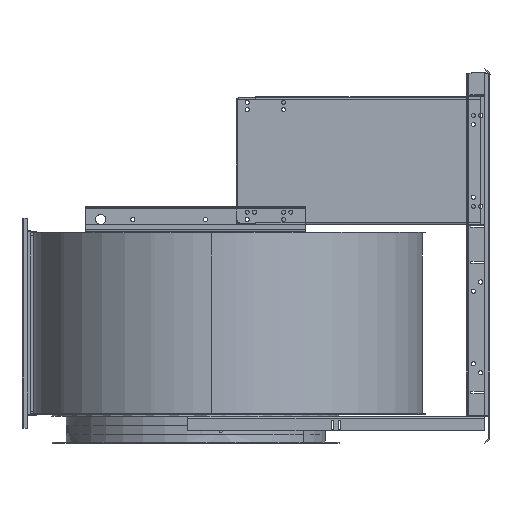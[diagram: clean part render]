
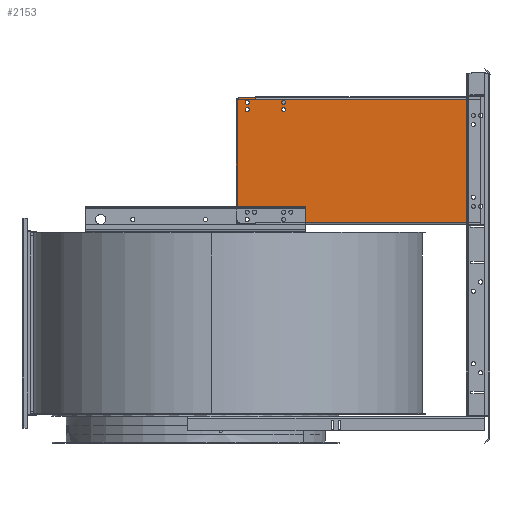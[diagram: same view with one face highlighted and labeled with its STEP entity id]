
A CAD part, left-side view. The second image highlights one B-rep face of the part: STEP entity #2153.
In plain terms, the highlighted planar face has unit normal (-1, 0, 0).
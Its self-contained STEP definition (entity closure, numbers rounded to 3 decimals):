
#2153=ADVANCED_FACE('',(#14849,#14851,#14853,#14855,#14857),#14859,.T.);
#14849=FACE_BOUND('',#14850,.T.);
#14850=EDGE_LOOP('',(#28709,#28710,#28711,#28712,#28713,#28714,#28715,#28716,#28717,
#28718,#28719,#28720,#28721,#28722,#28723,#28724,#28725,#28726,#28727,#28728,#28729));
#14851=FACE_BOUND('',#14852,.T.);
#14852=EDGE_LOOP('',(#28730));
#14853=FACE_BOUND('',#14854,.T.);
#14854=EDGE_LOOP('',(#28731));
#14855=FACE_BOUND('',#14856,.T.);
#14856=EDGE_LOOP('',(#28732));
#14857=FACE_BOUND('',#14858,.T.);
#14858=EDGE_LOOP('',(#28733));
#14859=PLANE('',#14860);
#14860=AXIS2_PLACEMENT_3D('',#14861,#14862,#14863);
#14861=CARTESIAN_POINT('',(-200.,-115.,407.));
#14862=DIRECTION('',(-1.,0.,0.));
#14863=DIRECTION('',(0.,0.,1.));
#28709=ORIENTED_EDGE('',*,*,#40012,.F.);
#28710=ORIENTED_EDGE('',*,*,#40013,.T.);
#28711=ORIENTED_EDGE('',*,*,#39666,.F.);
#28712=ORIENTED_EDGE('',*,*,#40014,.T.);
#28713=ORIENTED_EDGE('',*,*,#40015,.F.);
#28714=ORIENTED_EDGE('',*,*,#40016,.T.);
#28715=ORIENTED_EDGE('',*,*,#40017,.F.);
#28716=ORIENTED_EDGE('',*,*,#40018,.F.);
#28717=ORIENTED_EDGE('',*,*,#40019,.F.);
#28718=ORIENTED_EDGE('',*,*,#40020,.F.);
#28719=ORIENTED_EDGE('',*,*,#40021,.T.);
#28720=ORIENTED_EDGE('',*,*,#40022,.T.);
#28721=ORIENTED_EDGE('',*,*,#40023,.T.);
#28722=ORIENTED_EDGE('',*,*,#40024,.F.);
#28723=ORIENTED_EDGE('',*,*,#40025,.T.);
#28724=ORIENTED_EDGE('',*,*,#40026,.F.);
#28725=ORIENTED_EDGE('',*,*,#40027,.F.);
#28726=ORIENTED_EDGE('',*,*,#40028,.F.);
#28727=ORIENTED_EDGE('',*,*,#40029,.F.);
#28728=ORIENTED_EDGE('',*,*,#40030,.T.);
#28729=ORIENTED_EDGE('',*,*,#40031,.F.);
#28730=ORIENTED_EDGE('',*,*,#40032,.T.);
#28731=ORIENTED_EDGE('',*,*,#40033,.T.);
#28732=ORIENTED_EDGE('',*,*,#40034,.T.);
#28733=ORIENTED_EDGE('',*,*,#40035,.T.);
#39666=EDGE_CURVE('',#45912,#45914,#45915,.T.);
#40012=EDGE_CURVE('',#46471,#46472,#46473,.F.);
#40013=EDGE_CURVE('',#46471,#45914,#46474,.T.);
#40014=EDGE_CURVE('',#45912,#46475,#46476,.T.);
#40015=EDGE_CURVE('',#46477,#46475,#46478,.T.);
#40016=EDGE_CURVE('',#46477,#46479,#46480,.T.);
#40017=EDGE_CURVE('',#46481,#46479,#46482,.T.);
#40018=EDGE_CURVE('',#46483,#46481,#46484,.T.);
#40019=EDGE_CURVE('',#46485,#46483,#46486,.T.);
#40020=EDGE_CURVE('',#46487,#46485,#46488,.T.);
#40021=EDGE_CURVE('',#46487,#46489,#46490,.T.);
#40022=EDGE_CURVE('',#46489,#46491,#46492,.T.);
#40023=EDGE_CURVE('',#46491,#46493,#46494,.T.);
#40024=EDGE_CURVE('',#46495,#46493,#46496,.T.);
#40025=EDGE_CURVE('',#46495,#46497,#46498,.T.);
#40026=EDGE_CURVE('',#46499,#46497,#46500,.T.);
#40027=EDGE_CURVE('',#46501,#46499,#46502,.T.);
#40028=EDGE_CURVE('',#46503,#46501,#46504,.T.);
#40029=EDGE_CURVE('',#46505,#46503,#46506,.T.);
#40030=EDGE_CURVE('',#46505,#46507,#46508,.T.);
#40031=EDGE_CURVE('',#46472,#46507,#46509,.T.);
#40032=EDGE_CURVE('',#46510,#46510,#46511,.T.);
#40033=EDGE_CURVE('',#46512,#46512,#46513,.T.);
#40034=EDGE_CURVE('',#46514,#46514,#46515,.T.);
#40035=EDGE_CURVE('',#46516,#46516,#46517,.T.);
#45912=VERTEX_POINT('',#54832);
#45914=VERTEX_POINT('',#54836);
#45915=LINE('',#54837,#54838);
#46471=VERTEX_POINT('',#56804);
#46472=VERTEX_POINT('',#56805);
#46473=LINE('',#56806,#56807);
#46474=LINE('',#56809,#56810);
#46475=VERTEX_POINT('',#56812);
#46476=LINE('',#56813,#56814);
#46477=VERTEX_POINT('',#56816);
#46478=LINE('',#56817,#56818);
#46479=VERTEX_POINT('',#56820);
#46480=LINE('',#56821,#56822);
#46481=VERTEX_POINT('',#56824);
#46482=LINE('',#56825,#56826);
#46483=VERTEX_POINT('',#56828);
#46484=LINE('',#56829,#56830);
#46485=VERTEX_POINT('',#56832);
#46486=LINE('',#56833,#56834);
#46487=VERTEX_POINT('',#56836);
#46488=LINE('',#56837,#56838);
#46489=VERTEX_POINT('',#56840);
#46490=LINE('',#56841,#56842);
#46491=VERTEX_POINT('',#56844);
#46492=LINE('',#56845,#56846);
#46493=VERTEX_POINT('',#56848);
#46494=LINE('',#56849,#56850);
#46495=VERTEX_POINT('',#56852);
#46496=LINE('',#56853,#56854);
#46497=VERTEX_POINT('',#56856);
#46498=LINE('',#56857,#56858);
#46499=VERTEX_POINT('',#56860);
#46500=LINE('',#56861,#56862);
#46501=VERTEX_POINT('',#56864);
#46502=LINE('',#56865,#56866);
#46503=VERTEX_POINT('',#56868);
#46504=LINE('',#56869,#56870);
#46505=VERTEX_POINT('',#56872);
#46506=LINE('',#56873,#56874);
#46507=VERTEX_POINT('',#56876);
#46508=LINE('',#56877,#56878);
#46509=LINE('',#56880,#56881);
#46510=VERTEX_POINT('',#56883);
#46511=CIRCLE('',#56884,5.65);
#46512=VERTEX_POINT('',#56888);
#46513=CIRCLE('',#56889,5.65);
#46514=VERTEX_POINT('',#56893);
#46515=CIRCLE('',#56894,5.65);
#46516=VERTEX_POINT('',#56898);
#46517=CIRCLE('',#56899,5.65);
#54832=CARTESIAN_POINT('',(-200.,-750.2,616.5));
#54836=CARTESIAN_POINT('',(-200.,-750.2,276.5));
#54837=CARTESIAN_POINT('',(-200.,-750.2,616.5));
#54838=VECTOR('',#54839,1.);
#54839=DIRECTION('',(0.,0.,-1.));
#56804=CARTESIAN_POINT('',(-200.,-302.,276.5));
#56805=CARTESIAN_POINT('',(-200.,-302.,314.5));
#56806=CARTESIAN_POINT('',(-200.,-302.,314.5));
#56807=VECTOR('',#56808,1.);
#56808=DIRECTION('',(0.,0.,-1.));
#56809=CARTESIAN_POINT('',(-200.,-302.,276.5));
#56810=VECTOR('',#56811,1.);
#56811=DIRECTION('',(0.,-1.,0.));
#56812=CARTESIAN_POINT('',(-200.,-165.,616.5));
#56813=CARTESIAN_POINT('',(-200.,-750.2,616.5));
#56814=VECTOR('',#56815,1.);
#56815=DIRECTION('',(0.,1.,0.));
#56816=CARTESIAN_POINT('',(-200.,-165.,619.5));
#56817=CARTESIAN_POINT('',(-200.,-165.,619.5));
#56818=VECTOR('',#56819,1.);
#56819=DIRECTION('',(0.,0.,-1.));
#56820=CARTESIAN_POINT('',(-200.,-118.,619.5));
#56821=CARTESIAN_POINT('',(-200.,-165.,619.5));
#56822=VECTOR('',#56823,1.);
#56823=DIRECTION('',(0.,1.,0.));
#56824=CARTESIAN_POINT('',(-200.,-118.,616.5));
#56825=CARTESIAN_POINT('',(-200.,-118.,616.5));
#56826=VECTOR('',#56827,1.);
#56827=DIRECTION('',(0.,0.,1.));
#56828=CARTESIAN_POINT('',(-200.,-120.,616.5));
#56829=CARTESIAN_POINT('',(-200.,-120.,616.5));
#56830=VECTOR('',#56831,1.);
#56831=DIRECTION('',(0.,1.,0.));
#56832=CARTESIAN_POINT('',(-200.,-115.,611.5));
#56833=CARTESIAN_POINT('',(-200.,-115.,611.5));
#56834=VECTOR('',#56835,1.);
#56835=DIRECTION('',(0.,-0.707,0.707));
#56836=CARTESIAN_POINT('',(-200.,-115.,613.5));
#56837=CARTESIAN_POINT('',(-200.,-115.,613.5));
#56838=VECTOR('',#56839,1.);
#56839=DIRECTION('',(0.,0.,-1.));
#56840=CARTESIAN_POINT('',(-200.,-112.,613.5));
#56841=CARTESIAN_POINT('',(-200.,-115.,613.5));
#56842=VECTOR('',#56843,1.);
#56843=DIRECTION('',(0.,1.,0.));
#56844=CARTESIAN_POINT('',(-200.,-112.,486.5));
#56845=CARTESIAN_POINT('',(-200.,-112.,613.5));
#56846=VECTOR('',#56847,1.);
#56847=DIRECTION('',(0.,0.,-1.));
#56848=CARTESIAN_POINT('',(-200.,-115.,486.5));
#56849=CARTESIAN_POINT('',(-200.,-112.,486.5));
#56850=VECTOR('',#56851,1.);
#56851=DIRECTION('',(0.,-1.,0.));
#56852=CARTESIAN_POINT('',(-200.,-115.,486.));
#56853=CARTESIAN_POINT('',(-200.,-115.,486.));
#56854=VECTOR('',#56855,1.);
#56855=DIRECTION('',(0.,0.,1.));
#56856=CARTESIAN_POINT('',(-200.,-112.,486.));
#56857=CARTESIAN_POINT('',(-200.,-115.,486.));
#56858=VECTOR('',#56859,1.);
#56859=DIRECTION('',(0.,1.,0.));
#56860=CARTESIAN_POINT('',(-200.,-112.,407.));
#56861=CARTESIAN_POINT('',(-200.,-112.,407.));
#56862=VECTOR('',#56863,1.);
#56863=DIRECTION('',(0.,0.,1.));
#56864=CARTESIAN_POINT('',(-200.,-115.,407.));
#56865=CARTESIAN_POINT('',(-200.,-115.,407.));
#56866=VECTOR('',#56867,1.);
#56867=DIRECTION('',(0.,1.,0.));
#56868=CARTESIAN_POINT('',(-200.,-115.,406.5));
#56869=CARTESIAN_POINT('',(-200.,-115.,406.5));
#56870=VECTOR('',#56871,1.);
#56871=DIRECTION('',(0.,0.,1.));
#56872=CARTESIAN_POINT('',(-200.,-112.,406.5));
#56873=CARTESIAN_POINT('',(-200.,-112.,406.5));
#56874=VECTOR('',#56875,1.);
#56875=DIRECTION('',(0.,-1.,0.));
#56876=CARTESIAN_POINT('',(-200.,-112.,314.5));
#56877=CARTESIAN_POINT('',(-200.,-112.,406.5));
#56878=VECTOR('',#56879,1.);
#56879=DIRECTION('',(0.,0.,-1.));
#56880=CARTESIAN_POINT('',(-200.,-302.,314.5));
#56881=VECTOR('',#56882,1.);
#56882=DIRECTION('',(0.,1.,0.));
#56883=CARTESIAN_POINT('',(-200.,-142.,581.85));
#56884=AXIS2_PLACEMENT_3D('',#56885,#56886,#56887);
#56885=CARTESIAN_POINT('',(-200.,-142.,587.5));
#56886=DIRECTION('',(1.,0.,0.));
#56887=DIRECTION('',(0.,0.,-1.));
#56888=CARTESIAN_POINT('',(-200.,-142.,601.85));
#56889=AXIS2_PLACEMENT_3D('',#56890,#56891,#56892);
#56890=CARTESIAN_POINT('',(-200.,-142.,607.5));
#56891=DIRECTION('',(1.,0.,0.));
#56892=DIRECTION('',(0.,0.,-1.));
#56893=CARTESIAN_POINT('',(-200.,-242.,581.85));
#56894=AXIS2_PLACEMENT_3D('',#56895,#56896,#56897);
#56895=CARTESIAN_POINT('',(-200.,-242.,587.5));
#56896=DIRECTION('',(1.,0.,0.));
#56897=DIRECTION('',(0.,0.,-1.));
#56898=CARTESIAN_POINT('',(-200.,-242.,601.85));
#56899=AXIS2_PLACEMENT_3D('',#56900,#56901,#56902);
#56900=CARTESIAN_POINT('',(-200.,-242.,607.5));
#56901=DIRECTION('',(1.,0.,0.));
#56902=DIRECTION('',(0.,0.,-1.));
